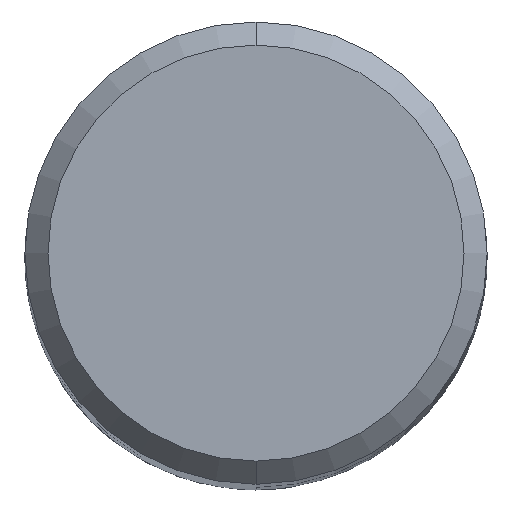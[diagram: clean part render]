
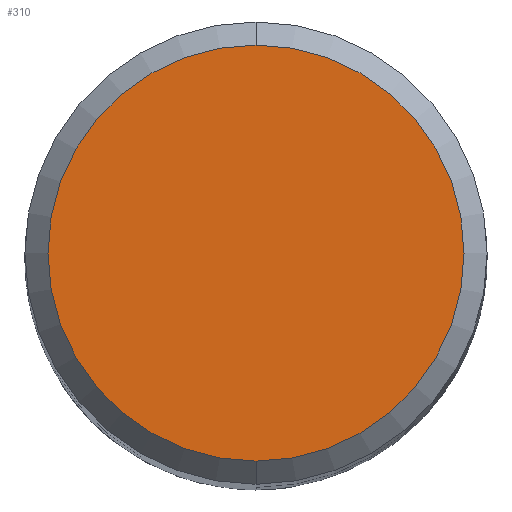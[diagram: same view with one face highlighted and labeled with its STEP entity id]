
A CAD part, top view. The second image highlights one B-rep face of the part: STEP entity #310.
In plain terms, the highlighted planar face has unit normal (0, 0, 1).
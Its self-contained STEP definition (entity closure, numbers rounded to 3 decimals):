
#310=ADVANCED_FACE('',(#832),#833,.T.);
#346=VERTEX_POINT('',#874);
#530=EDGE_CURVE('',#346,#650,#1071,.T.);
#650=VERTEX_POINT('',#1201);
#770=EDGE_CURVE('',#650,#346,#1337,.T.);
#832=FACE_OUTER_BOUND('',#1460,.T.);
#833=PLANE('',#1461);
#874=CARTESIAN_POINT('',(0.,-5.4,0.0));
#1071=CIRCLE('',#2915,5.4);
#1201=CARTESIAN_POINT('',(0.0,5.4,0.0));
#1337=CIRCLE('',#4172,5.4);
#1460=EDGE_LOOP('',(#4245,#4246));
#1461=AXIS2_PLACEMENT_3D('',#4247,#4248,#4249);
#2915=AXIS2_PLACEMENT_3D('',#4535,#4536,#4537);
#4172=AXIS2_PLACEMENT_3D('',#4866,#4867,#4868);
#4245=ORIENTED_EDGE('',*,*,#770,.F.);
#4246=ORIENTED_EDGE('',*,*,#530,.F.);
#4247=CARTESIAN_POINT('',(0.0,2.7,0.0));
#4248=DIRECTION('',(-0.0,0.0,1.0));
#4249=DIRECTION('',(0.0,-1.0,0.0));
#4535=CARTESIAN_POINT('',(0.0,0.0,0.0));
#4536=DIRECTION('',(0.0,0.0,-1.0));
#4537=DIRECTION('',(0.0,1.0,0.0));
#4866=CARTESIAN_POINT('',(0.0,0.0,0.0));
#4867=DIRECTION('',(0.0,0.0,-1.0));
#4868=DIRECTION('',(0.0,1.0,0.0));
